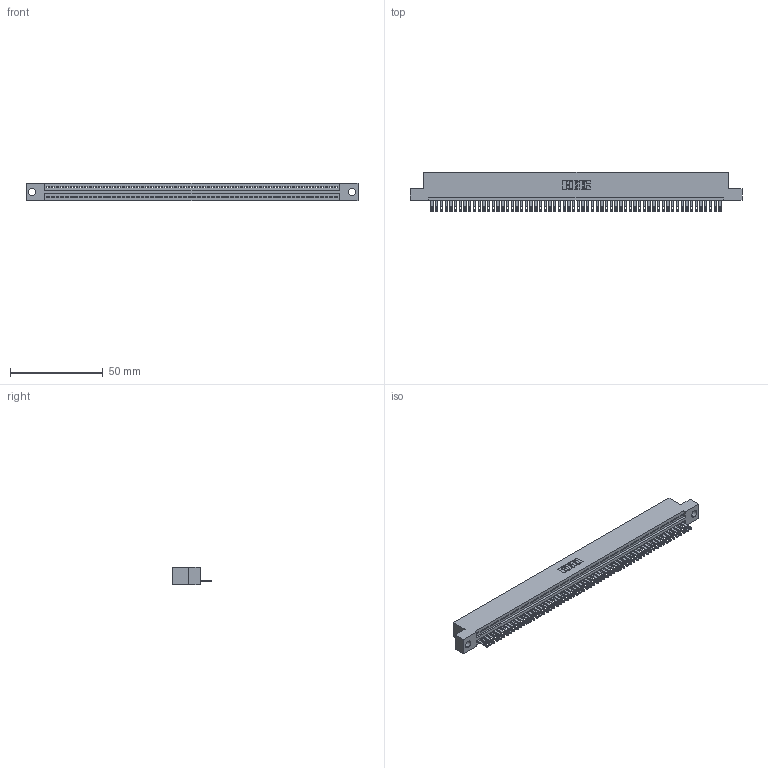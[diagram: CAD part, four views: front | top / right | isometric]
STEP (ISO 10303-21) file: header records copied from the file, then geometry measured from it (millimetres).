
FILE_DESCRIPTION (( 'STEP AP203' ), '1' );
FILE_NAME ('345-062-500-104.STEP', '2018-09-27T10:19:13', ( '' ), ( '' ), 'SwSTEP 2.0', 'SolidWorks 2016', '' );
FILE_SCHEMA (( 'CONFIG_CONTROL_DESIGN' ));
Length unit declared in the file: inch
Products named in the file (3): 345-292-001_345-293-100; 345 Part_Flush Mounting Lugs - 0.156 Dia-TH; 345-062-500-104
Assembly tree (63 placements, depth 2):
  345-062-500-104
    345 Part_Flush Mounting Lugs - 0.156 Dia-TH
    345-292-001_345-293-100  x62
Bounding box: 178.69 x 21.51 x 9.4 mm (x, y, z)
Volume: 17086.4 mm3; surface area: 22926.1 mm2
Topology: 63 solids, 63 shells, 3474 faces, 10757 edges, 7170 vertices
Faces by surface type: plane 2188, cylinder 1286
Entity records: 43903 total; most frequent: CARTESIAN_POINT 7610, ORIENTED_EDGE 7606, DIRECTION 6619, EDGE_CURVE 3803, VECTOR 3419, LINE 3419, VERTEX_POINT 2534, AXIS2_PLACEMENT_3D 1600
